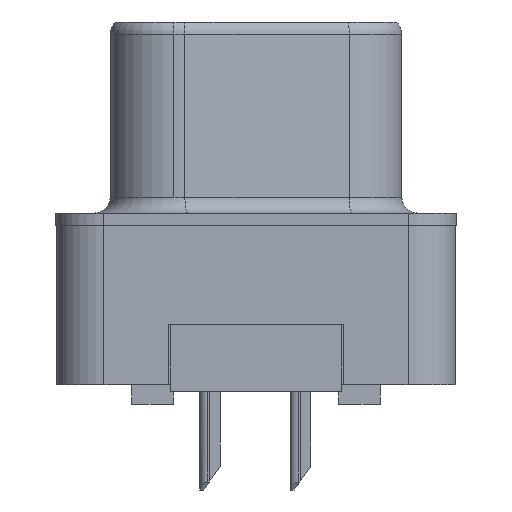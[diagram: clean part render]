
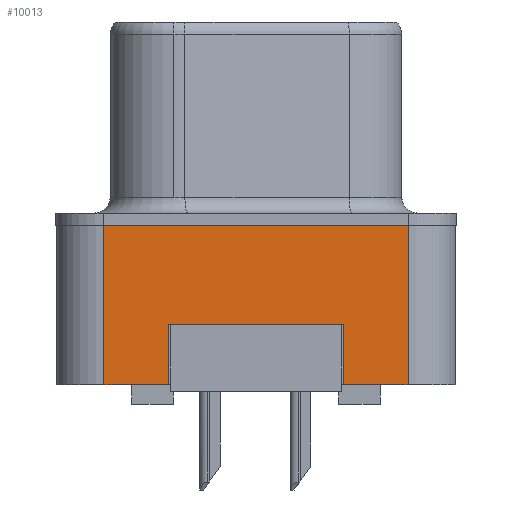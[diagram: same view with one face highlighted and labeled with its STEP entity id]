
A CAD part, left-side view. The second image highlights one B-rep face of the part: STEP entity #10013.
In plain terms, the highlighted planar face has unit normal (-1, 0, 0).
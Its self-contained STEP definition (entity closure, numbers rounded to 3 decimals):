
#40 = CARTESIAN_POINT ( 'NONE',  ( -3., -2.75, -3.1 ) ) ;
#155 = VECTOR ( 'NONE', #14658, 1000. ) ;
#564 = EDGE_CURVE ( 'NONE', #8318, #1555, #12397, .T. ) ;
#748 = CARTESIAN_POINT ( 'NONE',  ( -3., 2.75, -3.1 ) ) ;
#935 = VECTOR ( 'NONE', #14332, 1000. ) ;
#958 = VERTEX_POINT ( 'NONE', #15163 ) ;
#1153 = DIRECTION ( 'NONE',  ( 0., -1., 0. ) ) ;
#1555 = VERTEX_POINT ( 'NONE', #3172 ) ;
#1901 = VECTOR ( 'NONE', #14910, 1000. ) ;
#2055 = ORIENTED_EDGE ( 'NONE', *, *, #4616, .T. ) ;
#2177 = EDGE_CURVE ( 'NONE', #16952, #958, #19510, .T. ) ;
#2564 = DIRECTION ( 'NONE',  ( 0., 0., 1. ) ) ;
#2794 = CARTESIAN_POINT ( 'NONE',  ( -3., -4.775, -5. ) ) ;
#3017 = VECTOR ( 'NONE', #1153, 1000. ) ;
#3172 = CARTESIAN_POINT ( 'NONE',  ( -3., -4.775, 0. ) ) ;
#3208 = CARTESIAN_POINT ( 'NONE',  ( -3., -4.775, -5. ) ) ;
#3643 = ORIENTED_EDGE ( 'NONE', *, *, #19768, .F. ) ;
#3686 = LINE ( 'NONE', #40, #11072 ) ;
#4616 = EDGE_CURVE ( 'NONE', #4888, #8791, #3686, .T. ) ;
#4712 = VERTEX_POINT ( 'NONE', #748 ) ;
#4743 = VERTEX_POINT ( 'NONE', #15121 ) ;
#4888 = VERTEX_POINT ( 'NONE', #15713 ) ;
#5549 = DIRECTION ( 'NONE',  ( 0., 0., -1. ) ) ;
#5854 = ORIENTED_EDGE ( 'NONE', *, *, #10717, .F. ) ;
#6865 = ORIENTED_EDGE ( 'NONE', *, *, #17169, .T. ) ;
#6978 = ORIENTED_EDGE ( 'NONE', *, *, #2177, .T. ) ;
#7411 = DIRECTION ( 'NONE',  ( 0., 0., -1. ) ) ;
#8238 = EDGE_CURVE ( 'NONE', #8791, #4743, #21919, .T. ) ;
#8318 = VERTEX_POINT ( 'NONE', #12983 ) ;
#8791 = VERTEX_POINT ( 'NONE', #10479 ) ;
#8859 = CARTESIAN_POINT ( 'NONE',  ( -3., 2.75, -3.1 ) ) ;
#9149 = LINE ( 'NONE', #22079, #11961 ) ;
#9682 = FACE_OUTER_BOUND ( 'NONE', #16404, .T. ) ;
#10013 = ADVANCED_FACE ( 'NONE', ( #9682 ), #17046, .T. ) ;
#10364 = LINE ( 'NONE', #23318, #20876 ) ;
#10479 = CARTESIAN_POINT ( 'NONE',  ( -3., -2.75, -5. ) ) ;
#10717 = EDGE_CURVE ( 'NONE', #16952, #8318, #10364, .T. ) ;
#11072 = VECTOR ( 'NONE', #7411, 1000. ) ;
#11287 = CARTESIAN_POINT ( 'NONE',  ( -3., -4.775, -5. ) ) ;
#11457 = ORIENTED_EDGE ( 'NONE', *, *, #564, .F. ) ;
#11961 = VECTOR ( 'NONE', #5549, 1000. ) ;
#12040 = CARTESIAN_POINT ( 'NONE',  ( -3., -4.775, 0. ) ) ;
#12193 = LINE ( 'NONE', #2794, #13030 ) ;
#12397 = LINE ( 'NONE', #12040, #935 ) ;
#12409 = ORIENTED_EDGE ( 'NONE', *, *, #8238, .T. ) ;
#12983 = CARTESIAN_POINT ( 'NONE',  ( -3., 4.775, 0. ) ) ;
#13030 = VECTOR ( 'NONE', #15457, 1000. ) ;
#14123 = DIRECTION ( 'NONE',  ( 0., 0., 1. ) ) ;
#14332 = DIRECTION ( 'NONE',  ( 0., -1., 0. ) ) ;
#14658 = DIRECTION ( 'NONE',  ( 0., 1., 0. ) ) ;
#14910 = DIRECTION ( 'NONE',  ( 0., -1., 0. ) ) ;
#15017 = EDGE_CURVE ( 'NONE', #4888, #4712, #20337, .T. ) ;
#15121 = CARTESIAN_POINT ( 'NONE',  ( -3., -4.775, -5. ) ) ;
#15163 = CARTESIAN_POINT ( 'NONE',  ( -3., 2.75, -5. ) ) ;
#15457 = DIRECTION ( 'NONE',  ( 0., 0., 1. ) ) ;
#15626 = ORIENTED_EDGE ( 'NONE', *, *, #15017, .F. ) ;
#15713 = CARTESIAN_POINT ( 'NONE',  ( -3., -2.75, -3.1 ) ) ;
#16404 = EDGE_LOOP ( 'NONE', ( #2055, #12409, #6865, #11457, #5854, #6978, #3643, #15626 ) ) ;
#16952 = VERTEX_POINT ( 'NONE', #17268 ) ;
#17046 = PLANE ( 'NONE',  #17782 ) ;
#17169 = EDGE_CURVE ( 'NONE', #4743, #1555, #12193, .T. ) ;
#17268 = CARTESIAN_POINT ( 'NONE',  ( -3., 4.775, -5. ) ) ;
#17782 = AXIS2_PLACEMENT_3D ( 'NONE', #22605, #20796, #2564 ) ;
#19510 = LINE ( 'NONE', #3208, #3017 ) ;
#19768 = EDGE_CURVE ( 'NONE', #4712, #958, #9149, .T. ) ;
#20337 = LINE ( 'NONE', #8859, #155 ) ;
#20796 = DIRECTION ( 'NONE',  ( -1., 0., 0. ) ) ;
#20876 = VECTOR ( 'NONE', #14123, 1000. ) ;
#21919 = LINE ( 'NONE', #11287, #1901 ) ;
#22079 = CARTESIAN_POINT ( 'NONE',  ( -3., 2.75, -3.1 ) ) ;
#22605 = CARTESIAN_POINT ( 'NONE',  ( -3., -4.775, -5. ) ) ;
#23318 = CARTESIAN_POINT ( 'NONE',  ( -3., 4.775, -5. ) ) ;
